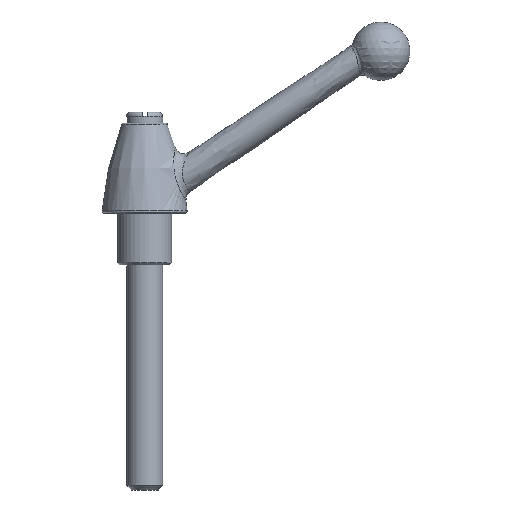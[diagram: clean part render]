
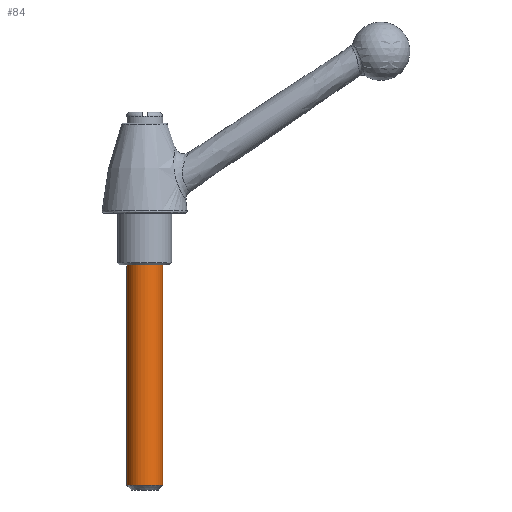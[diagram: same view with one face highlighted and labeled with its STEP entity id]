
A CAD part, front view. The second image highlights one B-rep face of the part: STEP entity #84.
In plain terms, the highlighted cylindrical face has radius 4 mm (diameter 8 mm), a full revolution.
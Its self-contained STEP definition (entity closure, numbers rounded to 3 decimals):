
#84 = ADVANCED_FACE( '', ( #181, #182 ), #183, .T. );
#181 = FACE_OUTER_BOUND( '', #3345, .T. );
#182 = FACE_OUTER_BOUND( '', #3346, .T. );
#183 = CYLINDRICAL_SURFACE( '', #3347, 4. );
#3345 = EDGE_LOOP( '', ( #4653 ) );
#3346 = EDGE_LOOP( '', ( #4654 ) );
#3347 = AXIS2_PLACEMENT_3D( '', #4655, #4656, #4657 );
#4653 = ORIENTED_EDGE( '', *, *, #4724, .T. );
#4654 = ORIENTED_EDGE( '', *, *, #4733, .T. );
#4655 = CARTESIAN_POINT( '', ( 0., 0., -61.5 ) );
#4656 = DIRECTION( '', ( 0., 0., -1. ) );
#4657 = DIRECTION( '', ( 0., -1., 0. ) );
#4724 = EDGE_CURVE( '', #4792, #4792, #4793, .F. );
#4733 = EDGE_CURVE( '', #4807, #4807, #4808, .F. );
#4792 = VERTEX_POINT( '', #4910 );
#4793 = CIRCLE( '', #4911, 4. );
#4807 = VERTEX_POINT( '', #5980 );
#4808 = CIRCLE( '', #5981, 4. );
#4910 = CARTESIAN_POINT( '', ( 0., 4., -60.5 ) );
#4911 = AXIS2_PLACEMENT_3D( '', #6970, #6971, #6972 );
#5980 = CARTESIAN_POINT( '', ( 0., -4., -11.5 ) );
#5981 = AXIS2_PLACEMENT_3D( '', #6976, #6977, #6978 );
#6970 = CARTESIAN_POINT( '', ( 0., 0., -60.5 ) );
#6971 = DIRECTION( '', ( 0., 0., -1. ) );
#6972 = DIRECTION( '', ( 0., 1., 0. ) );
#6976 = CARTESIAN_POINT( '', ( 0., 0., -11.5 ) );
#6977 = DIRECTION( '', ( 0., 0., 1. ) );
#6978 = DIRECTION( '', ( 0., -1., 0. ) );
